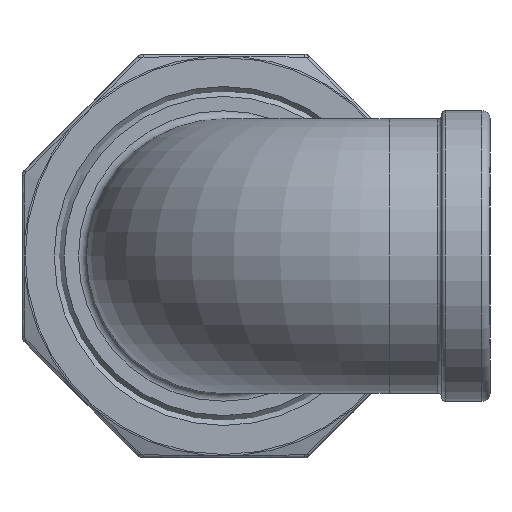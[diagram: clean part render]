
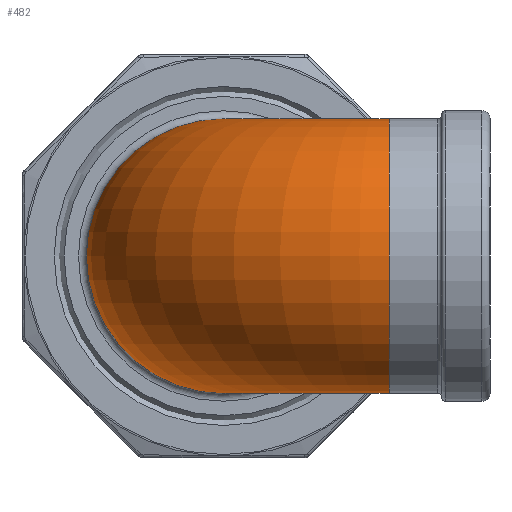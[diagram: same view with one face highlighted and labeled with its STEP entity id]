
A CAD part, left-side view. The second image highlights one B-rep face of the part: STEP entity #482.
In plain terms, the highlighted toroidal (fillet/blend) face has major radius 20.5 mm and minor radius 17 mm.
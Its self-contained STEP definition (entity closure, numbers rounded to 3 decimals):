
#46 = AXIS2_PLACEMENT_3D ( 'NONE', #434, #7127, #11822 ) ;
#434 = CARTESIAN_POINT ( 'NONE',  ( -21., 0., 0. ) ) ;
#482 = ADVANCED_FACE ( 'NONE', ( #3000, #14242 ), #7188, .T. ) ;
#1718 = CARTESIAN_POINT ( 'NONE',  ( -21., -20.5, 0. ) ) ;
#2657 = CARTESIAN_POINT ( 'NONE',  ( -41.5, -20.5, 0. ) ) ;
#2838 = EDGE_CURVE ( 'NONE', #19564, #19564, #4511, .T. ) ;
#3000 = FACE_OUTER_BOUND ( 'NONE', #4336, .T. ) ;
#4336 = EDGE_LOOP ( 'NONE', ( #4345 ) ) ;
#4345 = ORIENTED_EDGE ( 'NONE', *, *, #5329, .F. ) ;
#4511 = CIRCLE ( 'NONE', #46, 17. ) ;
#5021 = AXIS2_PLACEMENT_3D ( 'NONE', #2657, #5764, #15820 ) ;
#5134 = DIRECTION ( 'NONE',  ( 1., 0., 0. ) ) ;
#5182 = ORIENTED_EDGE ( 'NONE', *, *, #2838, .T. ) ;
#5329 = EDGE_CURVE ( 'NONE', #6153, #6153, #14245, .T. ) ;
#5764 = DIRECTION ( 'NONE',  ( 0., -1., 0. ) ) ;
#6153 = VERTEX_POINT ( 'NONE', #12915 ) ;
#7127 = DIRECTION ( 'NONE',  ( -1., 0., 0. ) ) ;
#7188 = TOROIDAL_SURFACE ( 'NONE', #19152, 20.5, 17. ) ;
#8125 = CARTESIAN_POINT ( 'NONE',  ( -21., -17., 0. ) ) ;
#8501 = DIRECTION ( 'NONE',  ( 0., 0., 1. ) ) ;
#11822 = DIRECTION ( 'NONE',  ( 0., -1., 0. ) ) ;
#12915 = CARTESIAN_POINT ( 'NONE',  ( -24.5, -20.5, 0. ) ) ;
#14242 = FACE_OUTER_BOUND ( 'NONE', #18977, .T. ) ;
#14245 = CIRCLE ( 'NONE', #5021, 17. ) ;
#15820 = DIRECTION ( 'NONE',  ( 1., 0., 0. ) ) ;
#18977 = EDGE_LOOP ( 'NONE', ( #5182 ) ) ;
#19152 = AXIS2_PLACEMENT_3D ( 'NONE', #1718, #8501, #5134 ) ;
#19564 = VERTEX_POINT ( 'NONE', #8125 ) ;
